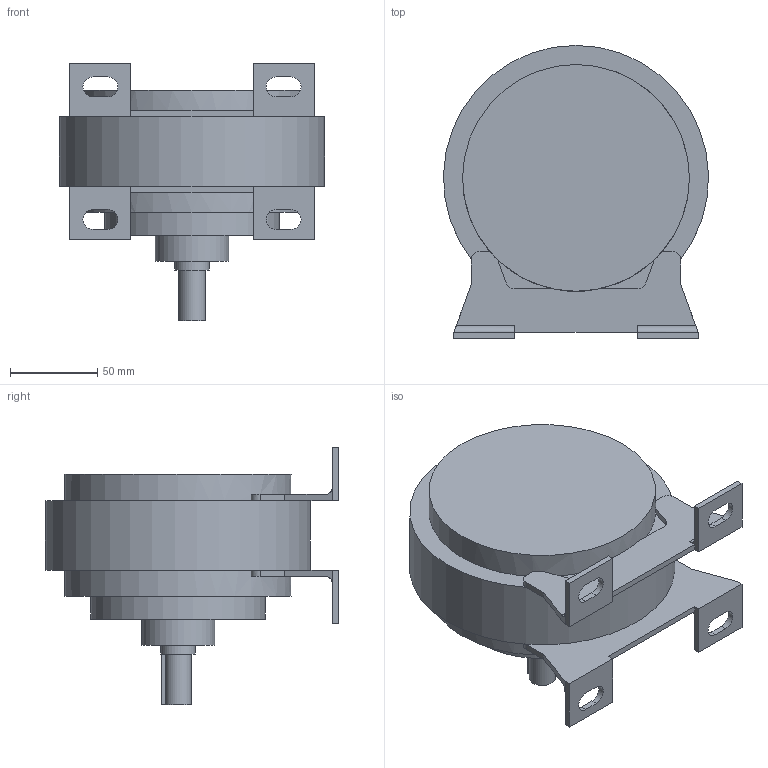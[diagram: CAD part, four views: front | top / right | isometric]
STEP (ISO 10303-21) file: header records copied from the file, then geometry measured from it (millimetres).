
FILE_DESCRIPTION (( 'STEP AP203' ), '1' );
FILE_NAME ('954-25-02-0012.STEP', '2023-09-04T06:15:15', ( 'Magtroladmin' ), ( '' ), 'SwSTEP 2.0', 'SolidWorks 2023', '' );
FILE_SCHEMA (( 'CONFIG_CONTROL_DESIGN' ));
Length unit declared in the file: millimetre
Products named in the file (1): 954-25-02-0012
Bounding box: 151.95 x 168 x 147.5 mm (x, y, z)
Volume: 1294279.7 mm3; surface area: 97258.2 mm2
Topology: 1 solids, 1 shells, 96 faces, 260 edges, 170 vertices
Faces by surface type: plane 69, cylinder 27
Full cylindrical faces by diameter (mm): 20 x1, 42 x1, 100 x1, 130 x2, 152 x1
Entity records: 3055 total; most frequent: CARTESIAN_POINT 529, DIRECTION 508, ORIENTED_EDGE 504, EDGE_CURVE 252, LINE 182, VECTOR 182, VERTEX_POINT 168, AXIS2_PLACEMENT_3D 163
